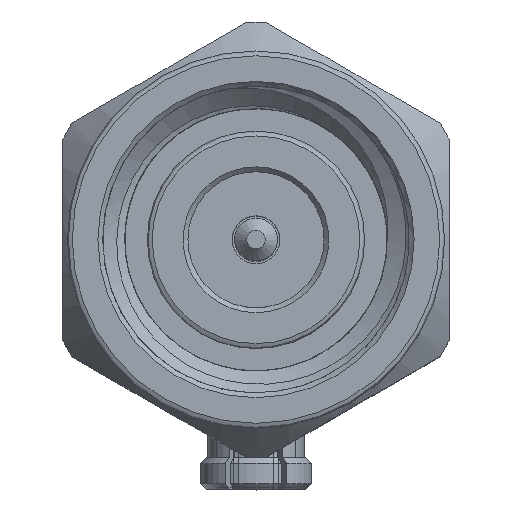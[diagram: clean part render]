
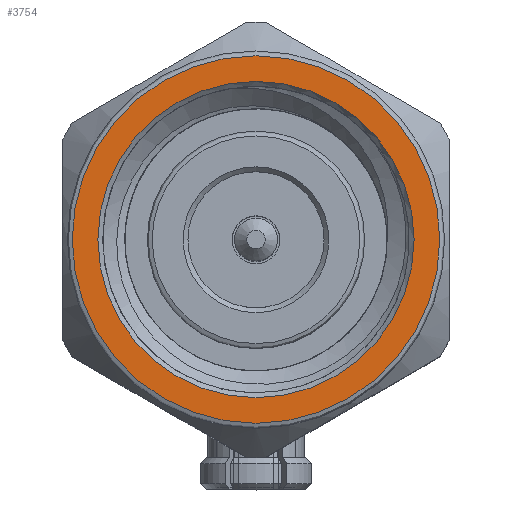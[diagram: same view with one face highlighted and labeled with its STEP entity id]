
A CAD part, top view. The second image highlights one B-rep face of the part: STEP entity #3754.
In plain terms, the highlighted face is planar.
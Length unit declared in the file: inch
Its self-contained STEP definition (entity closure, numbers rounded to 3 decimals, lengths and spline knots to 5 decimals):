
#301 = CARTESIAN_POINT ( 'NONE',  ( 0., 0., -0.12894 ) ) ;
#318 = DIRECTION ( 'NONE',  ( -1., 0., 0. ) ) ;
#835 = DIRECTION ( 'NONE',  ( 0., 0., -1. ) ) ;
#1199 = DIRECTION ( 'NONE',  ( 1., 0., 0. ) ) ;
#1274 = AXIS2_PLACEMENT_3D ( 'NONE', #6539, #1199, #1770 ) ;
#1604 = VERTEX_POINT ( 'NONE', #301 ) ;
#1770 = DIRECTION ( 'NONE',  ( 0., 0., -1. ) ) ;
#2094 = AXIS2_PLACEMENT_3D ( 'NONE', #6208, #318, #835 ) ;
#3085 = EDGE_CURVE ( 'NONE', #1604, #1604, #4657, .T. ) ;
#3754 = ADVANCED_FACE ( 'NONE', ( #5909, #4353 ), #5344, .F. ) ;
#4141 = DIRECTION ( 'NONE',  ( 1., 0., 0. ) ) ;
#4214 = EDGE_LOOP ( 'NONE', ( #5109 ) ) ;
#4221 = VERTEX_POINT ( 'NONE', #5011 ) ;
#4353 = FACE_OUTER_BOUND ( 'NONE', #5463, .T. ) ;
#4657 = CIRCLE ( 'NONE', #6652, 0.12894 ) ;
#5011 = CARTESIAN_POINT ( 'NONE',  ( 0., 0., -0.14984 ) ) ;
#5077 = EDGE_CURVE ( 'NONE', #4221, #4221, #5165, .T. ) ;
#5109 = ORIENTED_EDGE ( 'NONE', *, *, #3085, .T. ) ;
#5165 = CIRCLE ( 'NONE', #2094, 0.14984 ) ;
#5344 = PLANE ( 'NONE',  #1274 ) ;
#5463 = EDGE_LOOP ( 'NONE', ( #6265 ) ) ;
#5700 = DIRECTION ( 'NONE',  ( 0., 0., -1. ) ) ;
#5909 = FACE_BOUND ( 'NONE', #4214, .T. ) ;
#6208 = CARTESIAN_POINT ( 'NONE',  ( 0., 0., 0. ) ) ;
#6265 = ORIENTED_EDGE ( 'NONE', *, *, #5077, .T. ) ;
#6539 = CARTESIAN_POINT ( 'NONE',  ( 0., 0.125, 0. ) ) ;
#6652 = AXIS2_PLACEMENT_3D ( 'NONE', #6769, #4141, #5700 ) ;
#6769 = CARTESIAN_POINT ( 'NONE',  ( 0., 0., 0. ) ) ;
